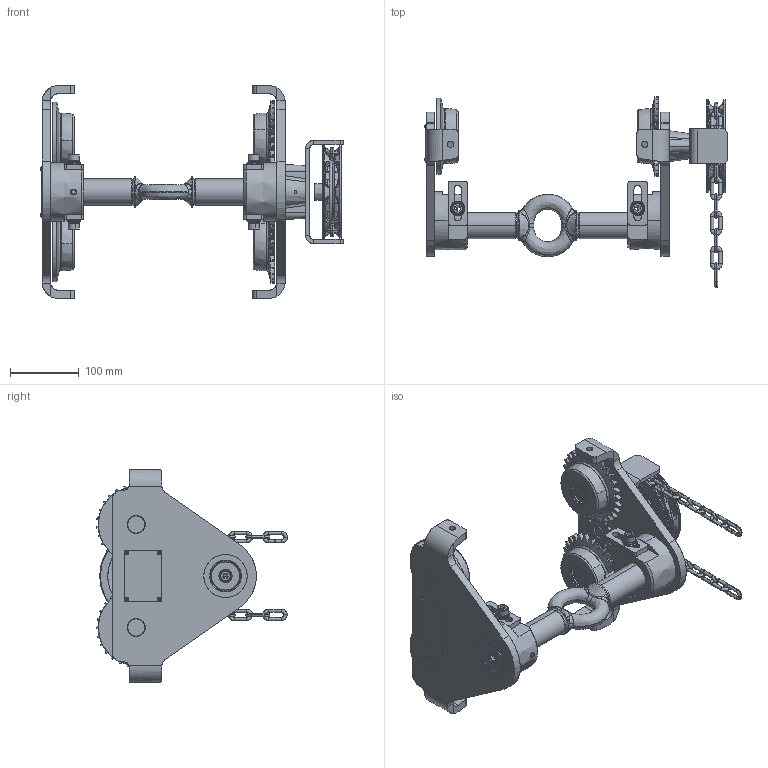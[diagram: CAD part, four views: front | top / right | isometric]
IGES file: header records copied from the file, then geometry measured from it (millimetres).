
Start section: SolidWorks IGES file using analytic representation for surfaces
Global section: file name: 05348312 HTG-B 2000.IGS; native system: SolidWorks 2015; preprocessor: SolidWorks 2015; author: sawwu; date: 180117.092721; units: millimetre
Bounding box: 441.4 x 277.95 x 310 mm (x, y, z)
Surface area: 536926.6 mm2 (no closed solid volume)
Topology: 0 solids, 0 shells, 1503 faces, 20824 edges, 20816 vertices
Faces by surface type: revolution 892, bspline 611
